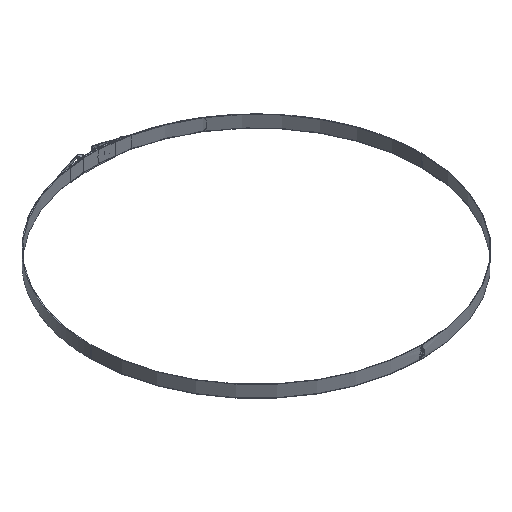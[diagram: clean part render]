
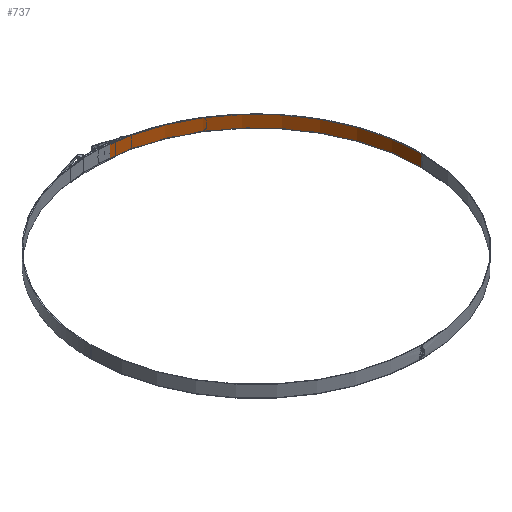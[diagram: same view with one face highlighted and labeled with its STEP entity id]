
A CAD part, isometric view. The second image highlights one B-rep face of the part: STEP entity #737.
In plain terms, the highlighted cylindrical face has radius 265 mm (diameter 530 mm), a partial arc.
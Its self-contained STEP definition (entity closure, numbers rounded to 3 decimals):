
#189 = ORIENTED_EDGE ( 'NONE', *, *, #11051, .T. ) ;
#737 = ADVANCED_FACE ( 'NONE', ( #3965 ), #8404, .F. ) ;
#767 = VERTEX_POINT ( 'NONE', #13066 ) ;
#1586 = LINE ( 'NONE', #6059, #10073 ) ;
#2124 = DIRECTION ( 'NONE',  ( -1., 0., 0. ) ) ;
#2292 = LINE ( 'NONE', #9974, #5156 ) ;
#2397 = AXIS2_PLACEMENT_3D ( 'NONE', #3231, #4179, #12140 ) ;
#2494 = EDGE_CURVE ( 'NONE', #6183, #767, #10117, .T. ) ;
#2800 = DIRECTION ( 'NONE',  ( 0., 0., -1. ) ) ;
#3231 = CARTESIAN_POINT ( 'NONE',  ( 0., 0., -9.65 ) ) ;
#3322 = DIRECTION ( 'NONE',  ( 0., 0., -1. ) ) ;
#3953 = ORIENTED_EDGE ( 'NONE', *, *, #2494, .T. ) ;
#3965 = FACE_OUTER_BOUND ( 'NONE', #10643, .T. ) ;
#4040 = DIRECTION ( 'NONE',  ( -1., 0., 0. ) ) ;
#4179 = DIRECTION ( 'NONE',  ( 0., 0., -1. ) ) ;
#4316 = DIRECTION ( 'NONE',  ( 0., 0., -1. ) ) ;
#4741 = CIRCLE ( 'NONE', #8455, 265. ) ;
#5140 = CARTESIAN_POINT ( 'NONE',  ( 0., 0., 9.65 ) ) ;
#5156 = VECTOR ( 'NONE', #3322, 1000. ) ;
#6059 = CARTESIAN_POINT ( 'NONE',  ( 265., 0., 9.65 ) ) ;
#6143 = EDGE_CURVE ( 'NONE', #11721, #767, #1586, .T. ) ;
#6183 = VERTEX_POINT ( 'NONE', #6906 ) ;
#6267 = ORIENTED_EDGE ( 'NONE', *, *, #9070, .F. ) ;
#6906 = CARTESIAN_POINT ( 'NONE',  ( 12.269, 264.716, -9.65 ) ) ;
#7183 = CARTESIAN_POINT ( 'NONE',  ( 12.269, 264.716, 9.65 ) ) ;
#8404 = CYLINDRICAL_SURFACE ( 'NONE', #12722, 265. ) ;
#8455 = AXIS2_PLACEMENT_3D ( 'NONE', #14329, #4316, #2124 ) ;
#9070 = EDGE_CURVE ( 'NONE', #14174, #11721, #4741, .T. ) ;
#9974 = CARTESIAN_POINT ( 'NONE',  ( 12.269, 264.716, 9.65 ) ) ;
#10073 = VECTOR ( 'NONE', #2800, 1000. ) ;
#10117 = CIRCLE ( 'NONE', #2397, 265. ) ;
#10643 = EDGE_LOOP ( 'NONE', ( #12848, #6267, #189, #3953 ) ) ;
#10675 = DIRECTION ( 'NONE',  ( 0., 0., -1. ) ) ;
#10697 = CARTESIAN_POINT ( 'NONE',  ( 265., 0., 9.65 ) ) ;
#11051 = EDGE_CURVE ( 'NONE', #14174, #6183, #2292, .T. ) ;
#11721 = VERTEX_POINT ( 'NONE', #10697 ) ;
#12140 = DIRECTION ( 'NONE',  ( -1., 0., 0. ) ) ;
#12722 = AXIS2_PLACEMENT_3D ( 'NONE', #5140, #10675, #4040 ) ;
#12848 = ORIENTED_EDGE ( 'NONE', *, *, #6143, .F. ) ;
#13066 = CARTESIAN_POINT ( 'NONE',  ( 265., 0., -9.65 ) ) ;
#14174 = VERTEX_POINT ( 'NONE', #7183 ) ;
#14329 = CARTESIAN_POINT ( 'NONE',  ( 0., 0., 9.65 ) ) ;
